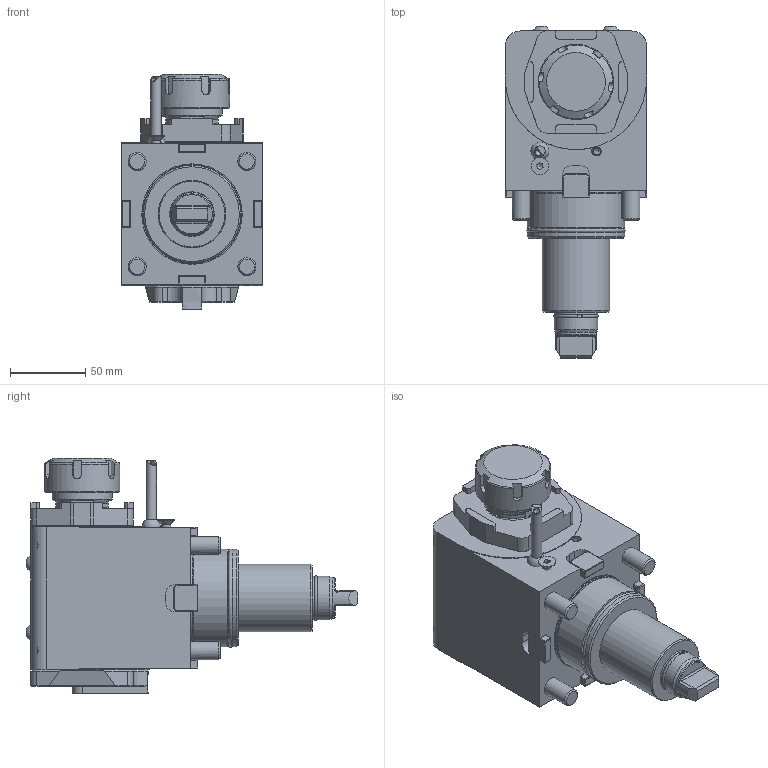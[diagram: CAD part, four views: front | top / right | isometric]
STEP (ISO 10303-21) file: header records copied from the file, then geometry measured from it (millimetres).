
FILE_DESCRIPTION (( 'STEP AP214' ), '1' );
FILE_NAME ('RRPPH32131UT65P.STEP', '2023-01-30T08:06:12', ( '' ), ( '' ), 'SwSTEP 2.0', 'SolidWorks 2016', '' );
FILE_SCHEMA (( 'AUTOMOTIVE_DESIGN' ));
Length unit declared in the file: millimetre
Products named in the file (1): RRPPH32131UT65P
Bounding box: 94 x 220.8 x 156.41 mm (x, y, z)
Volume: 1298154.9 mm3; surface area: 98720.8 mm2
Topology: 4 solids, 4 shells, 808 faces, 2103 edges, 1351 vertices
Faces by surface type: plane 520, cylinder 115, bspline 95, cone 52, torus 21, sphere 5
Full cylindrical faces by diameter (mm): 1.7 x1, 2.1 x1, 4 x1, 5 x2, 6 x3, 6.366 x1, 7 x1, 10.5 x4, 11.57 x1, 12 x4, 27 x1, 29 x2, 40 x1, 45 x1, 50 x1, 60.3 x1, 64.6 x1, 65 x2
Entity records: 33991 total; most frequent: CARTESIAN_POINT 11689, ORIENTED_EDGE 4036, DIRECTION 3447, EDGE_CURVE 2018, VECTOR 1409, LINE 1409, VERTEX_POINT 1325, AXIS2_PLACEMENT_3D 1019
